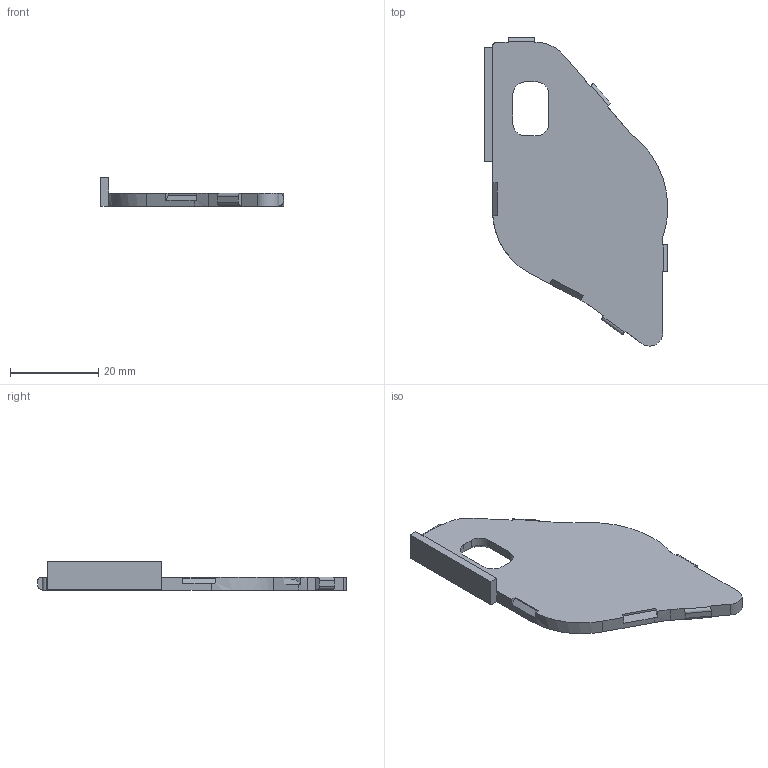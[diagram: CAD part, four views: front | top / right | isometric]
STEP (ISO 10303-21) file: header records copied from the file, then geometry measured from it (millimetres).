
FILE_DESCRIPTION(('HOOPS Exchange Step'),'2;1');
FILE_NAME('hpd-V2-Enc-bot.stp','2025-02-21T17:30:16+03:00',('111'),('Unknown organisation'),'HOOPS Exchange 2024.2','HOOPS Exchange','Unknown authorisation');
FILE_SCHEMA( ('AP203_CONFIGURATION_CONTROLLED_3D_DESIGN_OF_MECHANICAL_PARTS_AND_ASSEMBLIES_MIM_LF') );
Length unit declared in the file: millimetre
Products named in the file (1): root
Bounding box: 41.68 x 69.97 x 6.48 mm (x, y, z)
Volume: 5766.7 mm3; surface area: 4593.5 mm2
Topology: 1 solids, 1 shells, 72 faces, 204 edges, 134 vertices
Faces by surface type: plane 47, cylinder 21, cone 4
Entity records: 2349 total; most frequent: CARTESIAN_POINT 414, ORIENTED_EDGE 408, DIRECTION 397, EDGE_CURVE 204, VECTOR 155, LINE 155, VERTEX_POINT 134, AXIS2_PLACEMENT_3D 121
